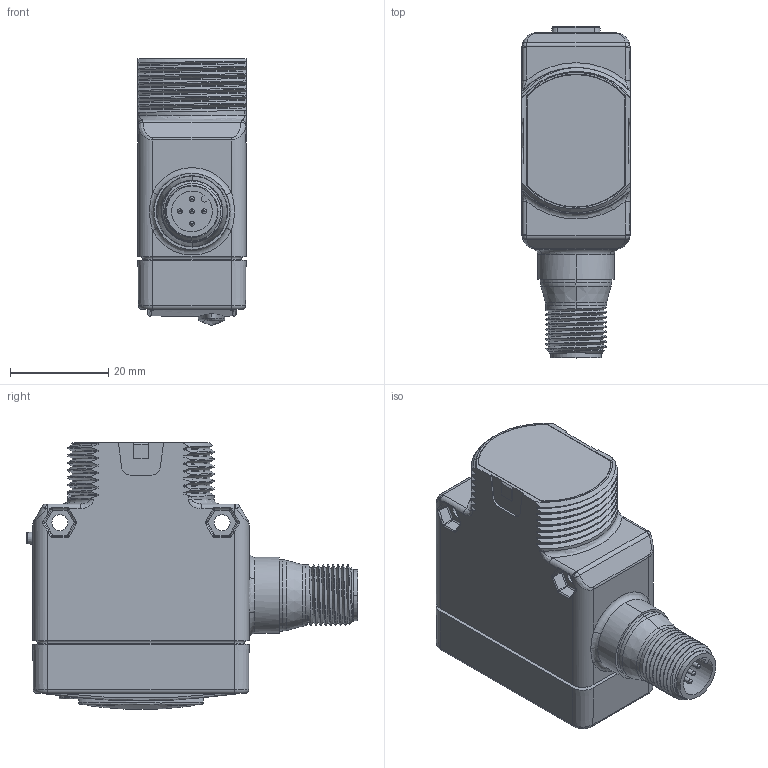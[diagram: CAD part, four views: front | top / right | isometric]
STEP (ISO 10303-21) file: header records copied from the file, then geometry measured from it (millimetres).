
FILE_DESCRIPTION((''),'2;1');
FILE_NAME('149175_SM01_ASM','2022-11-03T09:00:27',('PDMAdmin'),('BANNER ENGINEERING'),'CREO PARAMETRIC BY PTC INC, 2019292','CREO PARAMETRIC BY PTC INC, 2019292','');
FILE_SCHEMA(('CONFIG_CONTROL_DESIGN'));
Length unit declared in the file: millimetre
Products named in the file (2): 149175_EP01; 149175_SM01_ASM
Assembly tree (1 placements, depth 2):
  149175_SM01_ASM
    149175_EP01
Bounding box: 22 x 67.53 x 54.3 mm (x, y, z)
Volume: 46654 mm3; surface area: 12020.8 mm2
Topology: 1 solids, 1 shells, 592 faces, 1404 edges, 839 vertices
Faces by surface type: cylinder 208, plane 133, bspline 121, torus 60, cone 34, sphere 30, extrusion 6
Entity records: 26116 total; most frequent: CARTESIAN_POINT 13248, ORIENTED_EDGE 2804, DIRECTION 2459, EDGE_CURVE 1402, AXIS2_PLACEMENT_3D 946, VERTEX_POINT 839, EDGE_LOOP 623, FACE_OUTER_BOUND 592
